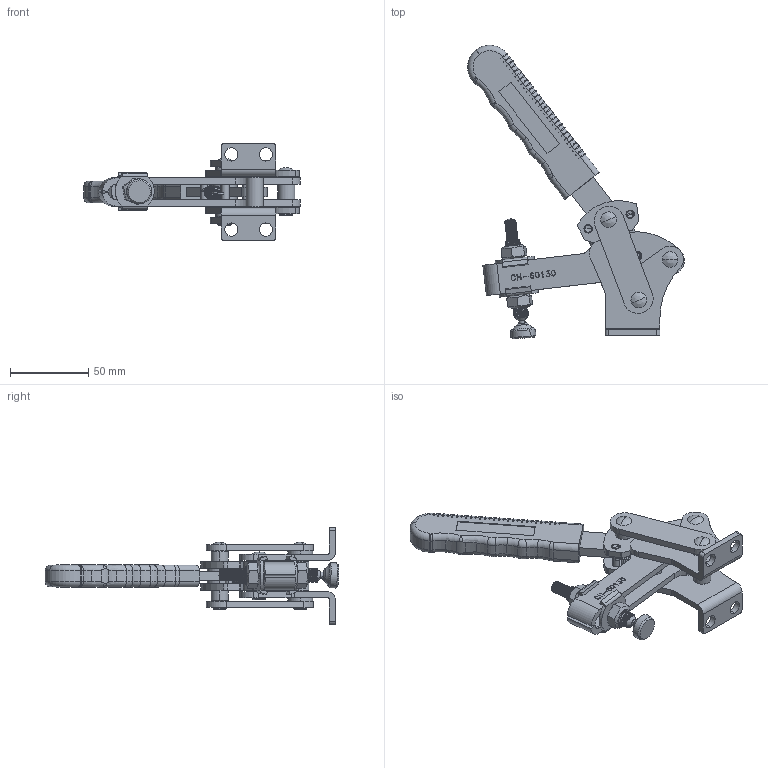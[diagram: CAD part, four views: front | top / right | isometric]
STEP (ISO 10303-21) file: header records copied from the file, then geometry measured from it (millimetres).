
FILE_DESCRIPTION (( 'STEP AP203' ), '1' );
FILE_NAME ('CH-60130.STEP', '2017-12-05T01:42:21', ( 'Windows' ), ( 'Microsoft' ), 'SwSTEP 2.0', 'SolidWorks 2015', '' );
FILE_SCHEMA (( 'CONFIG_CONTROL_DESIGN' ));
Length unit declared in the file: millimetre
Products named in the file (22): CH-60130-03; luogan001; 忒梟; CH-60130-05; CH-60130; CH-101-EL-05-40; CH-60130-06; CH-101-EL-05; CH-60130-04; CH-FW-380; CH-60130-08; luomu; CH-60130-09; CH-60130-01-1; luogan; dianjuan; CH-60130-01; 60131-11-xiao; dianjuan01; CH-60130-02; CH-60130-10; CH-60130-07
Assembly tree (34 placements, depth 2):
  CH-60130
    CH-60130-01-1
    CH-60130-01
    CH-60130-02
    CH-60130-03
    CH-60130-05  x2
    CH-60130-06
    CH-60130-04  x2
    CH-60130-08  x2
    CH-60130-09  x3
    dianjuan  x4
    dianjuan01  x2
    CH-60130-07
    忒梟
    CH-101-EL-05-40  x2
    CH-101-EL-05
    CH-FW-380  x2
    luomu  x2
    luogan
    60131-11-xiao  x2
    CH-60130-10
    luogan001
Bounding box: 138.33 x 187.39 x 62 mm (x, y, z)
Volume: 121743.8 mm3; surface area: 78719.8 mm2
Topology: 35 solids, 35 shells, 1457 faces, 3746 edges, 2362 vertices
Faces by surface type: cylinder 629, plane 562, cone 128, torus 106, bspline 22, sphere 10
Entity records: 57626 total; most frequent: CARTESIAN_POINT 23923, DIRECTION 6582, ORIENTED_EDGE 6546, EDGE_CURVE 3273, AXIS2_PLACEMENT_3D 2396, VERTEX_POINT 2074, LINE 1790, VECTOR 1790
